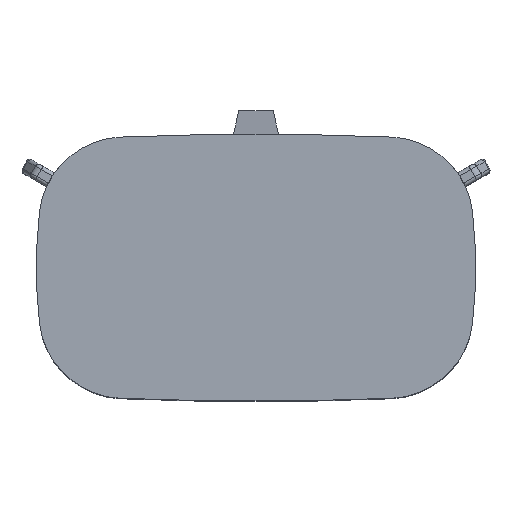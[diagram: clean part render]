
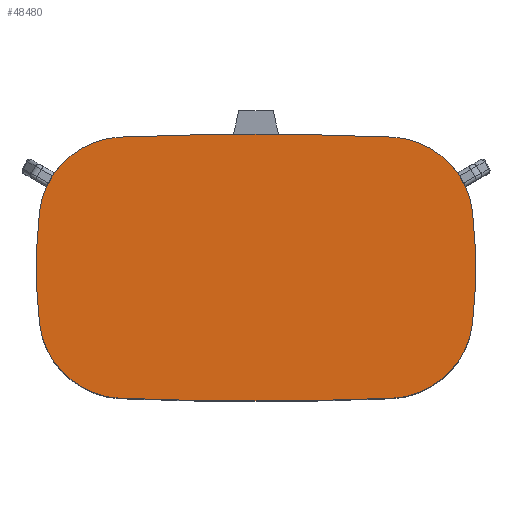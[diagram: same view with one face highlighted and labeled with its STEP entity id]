
A CAD part, top view. The second image highlights one B-rep face of the part: STEP entity #48480.
In plain terms, the highlighted planar face has unit normal (0, 0, 1).
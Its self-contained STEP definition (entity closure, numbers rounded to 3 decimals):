
#100=CARTESIAN_POINT('',(-14.447,3.716,2.5));
#110=VERTEX_POINT('',#100);
#160=CARTESIAN_POINT('',(17.01,0.,2.5));
#170=DIRECTION('',(0.,0.,1.));
#180=DIRECTION('',(1.,0.,0.));
#190=AXIS2_PLACEMENT_3D('',#160,#170,#180);
#200=CIRCLE('',#190,31.675);
#210=CARTESIAN_POINT('',(-14.447,-3.716,2.5));
#220=VERTEX_POINT('',#210);
#230=EDGE_CURVE('',#110,#220,#200,.T.);
#7420=CARTESIAN_POINT('',(-9.07,8.714,2.5));
#7430=VERTEX_POINT('',#7420);
#7460=CARTESIAN_POINT('',(-8.818,3.051,2.5));
#7470=DIRECTION('',(0.,0.,1.));
#7480=DIRECTION('',(1.,0.,0.));
#7490=AXIS2_PLACEMENT_3D('',#7460,#7470,#7480);
#7500=CIRCLE('',#7490,5.668);
#7510=EDGE_CURVE('',#7430,#110,#7500,.T.);
#8550=CARTESIAN_POINT('',(-9.07,-8.714,2.5));
#8560=VERTEX_POINT('',#8550);
#8610=CARTESIAN_POINT('',(0.,194.825,2.5));
#8620=DIRECTION('',(0.,0.,1.));
#8630=DIRECTION('',(1.,0.,0.));
#8640=AXIS2_PLACEMENT_3D('',#8610,#8620,#8630);
#8650=CIRCLE('',#8640,203.741);
#8660=CARTESIAN_POINT('',(9.07,-8.714,2.5));
#8670=VERTEX_POINT('',#8660);
#8680=EDGE_CURVE('',#8560,#8670,#8650,.T.);
#17880=CARTESIAN_POINT('',(8.818,-3.051,2.5));
#17890=DIRECTION('',(0.,0.,1.));
#17900=DIRECTION('',(1.,0.,0.));
#17910=AXIS2_PLACEMENT_3D('',#17880,#17890,#17900);
#17920=CIRCLE('',#17910,5.668);
#17930=CARTESIAN_POINT('',(14.447,-3.716,2.5));
#17940=VERTEX_POINT('',#17930);
#17950=EDGE_CURVE('',#8670,#17940,#17920,.T.);
#36800=CARTESIAN_POINT('',(-8.818,-3.051,2.5));
#36810=DIRECTION('',(0.,0.,1.));
#36820=DIRECTION('',(1.,0.,0.));
#36830=AXIS2_PLACEMENT_3D('',#36800,#36810,#36820);
#36840=CIRCLE('',#36830,5.668);
#36850=EDGE_CURVE('',#220,#8560,#36840,.T.);
#43020=CARTESIAN_POINT('',(9.07,8.714,2.5));
#43030=VERTEX_POINT('',#43020);
#43060=CARTESIAN_POINT('',(0.,-194.825,2.5));
#43070=DIRECTION('',(0.,0.,1.));
#43080=DIRECTION('',(1.,0.,0.));
#43090=AXIS2_PLACEMENT_3D('',#43060,#43070,#43080);
#43100=CIRCLE('',#43090,203.741);
#43110=EDGE_CURVE('',#43030,#7430,#43100,.T.);
#44880=CARTESIAN_POINT('',(-17.01,0.,2.5));
#44890=DIRECTION('',(0.,0.,1.));
#44900=DIRECTION('',(1.,0.,0.));
#44910=AXIS2_PLACEMENT_3D('',#44880,#44890,#44900);
#44920=CIRCLE('',#44910,31.675);
#44930=CARTESIAN_POINT('',(14.447,3.716,2.5));
#44940=VERTEX_POINT('',#44930);
#44950=EDGE_CURVE('',#17940,#44940,#44920,.T.);
#48210=CARTESIAN_POINT('',(8.818,3.051,2.5));
#48220=DIRECTION('',(0.,0.,1.));
#48230=DIRECTION('',(1.,0.,0.));
#48240=AXIS2_PLACEMENT_3D('',#48210,#48220,#48230);
#48250=CIRCLE('',#48240,5.668);
#48260=EDGE_CURVE('',#44940,#43030,#48250,.T.);
#48330=CARTESIAN_POINT('',(-0.597,-1.164,2.5));
#48340=DIRECTION('',(0.,0.,1.));
#48350=DIRECTION('',(1.,0.,0.));
#48360=AXIS2_PLACEMENT_3D('',#48330,#48340,#48350);
#48370=PLANE('',#48360);
#48380=ORIENTED_EDGE('',*,*,#17950,.T.);
#48390=ORIENTED_EDGE('',*,*,#8680,.T.);
#48400=ORIENTED_EDGE('',*,*,#36850,.T.);
#48410=ORIENTED_EDGE('',*,*,#230,.T.);
#48420=ORIENTED_EDGE('',*,*,#7510,.T.);
#48430=ORIENTED_EDGE('',*,*,#43110,.T.);
#48440=ORIENTED_EDGE('',*,*,#48260,.T.);
#48450=ORIENTED_EDGE('',*,*,#44950,.T.);
#48460=EDGE_LOOP('',(#48450,#48440,#48430,#48420,#48410,#48400,#48390,
#48380));
#48470=FACE_OUTER_BOUND('',#48460,.T.);
#48480=ADVANCED_FACE('',(#48470),#48370,.T.);
